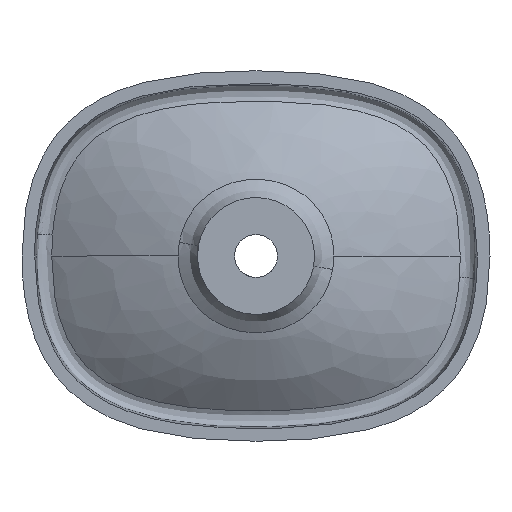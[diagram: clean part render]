
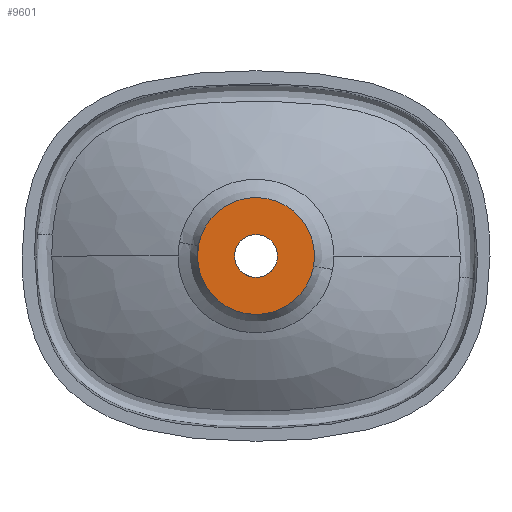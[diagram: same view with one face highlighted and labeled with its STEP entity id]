
A CAD part, front view. The second image highlights one B-rep face of the part: STEP entity #9601.
In plain terms, the highlighted planar face has unit normal (0, -1, 0).
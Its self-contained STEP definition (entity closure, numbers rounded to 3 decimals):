
#386 = CIRCLE ( 'NONE', #11401, 60. ) ;
#588 = CARTESIAN_POINT ( 'NONE',  ( 0., -22., 22. ) ) ;
#634 = VERTEX_POINT ( 'NONE', #4975 ) ;
#833 = AXIS2_PLACEMENT_3D ( 'NONE', #6513, #8561, #6579 ) ;
#938 = DIRECTION ( 'NONE',  ( 0., -1., 0. ) ) ;
#1232 = PLANE ( 'NONE',  #833 ) ;
#1629 = ORIENTED_EDGE ( 'NONE', *, *, #6144, .F. ) ;
#2538 = VERTEX_POINT ( 'NONE', #7442 ) ;
#2627 = CIRCLE ( 'NONE', #4428, 60. ) ;
#2835 = ORIENTED_EDGE ( 'NONE', *, *, #10100, .F. ) ;
#3322 = AXIS2_PLACEMENT_3D ( 'NONE', #11631, #938, #13860 ) ;
#3348 = DIRECTION ( 'NONE',  ( 0., 1., 0. ) ) ;
#3732 = ORIENTED_EDGE ( 'NONE', *, *, #12152, .F. ) ;
#3759 = CARTESIAN_POINT ( 'NONE',  ( 0., -22., 0. ) ) ;
#3899 = ORIENTED_EDGE ( 'NONE', *, *, #13105, .F. ) ;
#4428 = AXIS2_PLACEMENT_3D ( 'NONE', #3759, #10163, #4814 ) ;
#4814 = DIRECTION ( 'NONE',  ( 0., 0., 1. ) ) ;
#4933 = VERTEX_POINT ( 'NONE', #6538 ) ;
#4975 = CARTESIAN_POINT ( 'NONE',  ( 59.147, -22., -10.079 ) ) ;
#6144 = EDGE_CURVE ( 'NONE', #2538, #10136, #11392, .T. ) ;
#6374 = CARTESIAN_POINT ( 'NONE',  ( 0., -22., 0. ) ) ;
#6513 = CARTESIAN_POINT ( 'NONE',  ( 0., -22., 0. ) ) ;
#6538 = CARTESIAN_POINT ( 'NONE',  ( -59.14, -22., 10.122 ) ) ;
#6579 = DIRECTION ( 'NONE',  ( 0., 0., 1. ) ) ;
#7127 = AXIS2_PLACEMENT_3D ( 'NONE', #10347, #11258, #12518 ) ;
#7442 = CARTESIAN_POINT ( 'NONE',  ( 0., -22., -22. ) ) ;
#8259 = EDGE_LOOP ( 'NONE', ( #1629, #3732 ) ) ;
#8561 = DIRECTION ( 'NONE',  ( 0., 1., 0. ) ) ;
#8693 = FACE_BOUND ( 'NONE', #8259, .T. ) ;
#9601 = ADVANCED_FACE ( 'NONE', ( #8693, #11794 ), #1232, .F. ) ;
#10100 = EDGE_CURVE ( 'NONE', #4933, #634, #2627, .T. ) ;
#10136 = VERTEX_POINT ( 'NONE', #588 ) ;
#10163 = DIRECTION ( 'NONE',  ( 0., 1., 0. ) ) ;
#10347 = CARTESIAN_POINT ( 'NONE',  ( 0., -22., 0. ) ) ;
#10504 = EDGE_LOOP ( 'NONE', ( #3899, #2835 ) ) ;
#11258 = DIRECTION ( 'NONE',  ( 0., -1., 0. ) ) ;
#11392 = CIRCLE ( 'NONE', #7127, 22. ) ;
#11401 = AXIS2_PLACEMENT_3D ( 'NONE', #6374, #3348, #13881 ) ;
#11625 = CIRCLE ( 'NONE', #3322, 22. ) ;
#11631 = CARTESIAN_POINT ( 'NONE',  ( 0., -22., 0. ) ) ;
#11794 = FACE_OUTER_BOUND ( 'NONE', #10504, .T. ) ;
#12152 = EDGE_CURVE ( 'NONE', #10136, #2538, #11625, .T. ) ;
#12518 = DIRECTION ( 'NONE',  ( 0., 0., -1. ) ) ;
#13105 = EDGE_CURVE ( 'NONE', #634, #4933, #386, .T. ) ;
#13860 = DIRECTION ( 'NONE',  ( 0., 0., -1. ) ) ;
#13881 = DIRECTION ( 'NONE',  ( 0., 0., 1. ) ) ;
